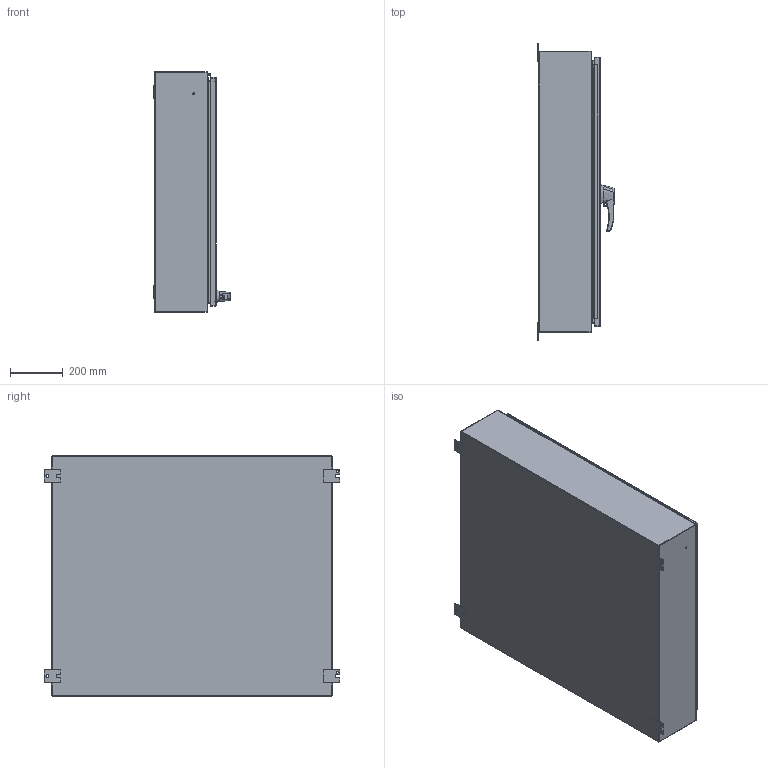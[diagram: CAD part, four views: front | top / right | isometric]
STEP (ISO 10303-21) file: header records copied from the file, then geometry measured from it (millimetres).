
FILE_DESCRIPTION (( 'STEP AP214' ), '1' );
FILE_NAME ('HW42368SSHK.STEP', '2019-08-19T21:11:26', ( '' ), ( '' ), 'SwSTEP 2.0', 'SolidWorks 2018', '' );
FILE_SCHEMA (( 'AUTOMOTIVE_DESIGN' ));
Length unit declared in the file: inch
Products named in the file (1): HW42368SSHK
Bounding box: 291.41 x 1123.95 x 914.4 mm (x, y, z)
Volume: 6754769.3 mm3; surface area: 6488105.5 mm2
Topology: 46 solids, 47 shells, 1631 faces, 4130 edges, 2635 vertices
Faces by surface type: plane 769, cylinder 683, bspline 135, cone 44
Entity records: 110632 total; most frequent: CARTESIAN_POINT 50421, ORIENTED_EDGE 8244, DIRECTION 7747, EDGE_CURVE 4122, AXIS2_PLACEMENT_3D 2704, VERTEX_POINT 2635, VECTOR 2339, LINE 2339
